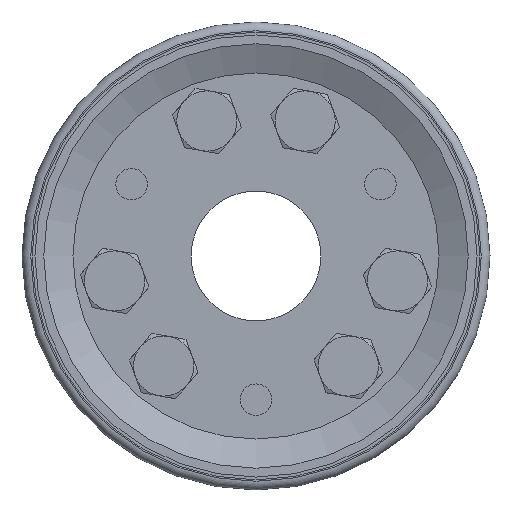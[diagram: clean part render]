
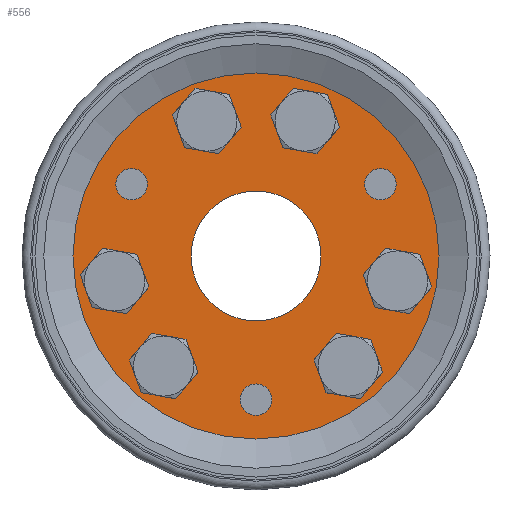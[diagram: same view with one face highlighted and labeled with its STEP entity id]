
A CAD part, left-side view. The second image highlights one B-rep face of the part: STEP entity #556.
In plain terms, the highlighted planar face has unit normal (-1, 0, 0).
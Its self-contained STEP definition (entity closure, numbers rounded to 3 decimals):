
#556 = ADVANCED_FACE( '', ( #1397, #1398, #1399, #1400, #1401, #1402, #1403, #1404, #1405, #1406, #1407 ), #1408, .T. );
#1397 = FACE_BOUND( '', #2636, .T. );
#1398 = FACE_BOUND( '', #2637, .T. );
#1399 = FACE_BOUND( '', #2638, .T. );
#1400 = FACE_OUTER_BOUND( '', #2639, .T. );
#1401 = FACE_BOUND( '', #2640, .T. );
#1402 = FACE_BOUND( '', #2641, .T. );
#1403 = FACE_BOUND( '', #2642, .T. );
#1404 = FACE_BOUND( '', #2643, .T. );
#1405 = FACE_BOUND( '', #2644, .T. );
#1406 = FACE_BOUND( '', #2645, .T. );
#1407 = FACE_BOUND( '', #2646, .T. );
#1408 = PLANE( '', #2647 );
#2636 = EDGE_LOOP( '', ( #4258 ) );
#2637 = EDGE_LOOP( '', ( #4259 ) );
#2638 = EDGE_LOOP( '', ( #4260 ) );
#2639 = EDGE_LOOP( '', ( #4261 ) );
#2640 = EDGE_LOOP( '', ( #4262 ) );
#2641 = EDGE_LOOP( '', ( #4263 ) );
#2642 = EDGE_LOOP( '', ( #4264 ) );
#2643 = EDGE_LOOP( '', ( #4265 ) );
#2644 = EDGE_LOOP( '', ( #4266 ) );
#2645 = EDGE_LOOP( '', ( #4267 ) );
#2646 = EDGE_LOOP( '', ( #4268 ) );
#2647 = AXIS2_PLACEMENT_3D( '', #4269, #4270, #4271 );
#4258 = ORIENTED_EDGE( '', *, *, #6430, .F. );
#4259 = ORIENTED_EDGE( '', *, *, #6431, .F. );
#4260 = ORIENTED_EDGE( '', *, *, #6432, .F. );
#4261 = ORIENTED_EDGE( '', *, *, #6433, .T. );
#4262 = ORIENTED_EDGE( '', *, *, #6434, .T. );
#4263 = ORIENTED_EDGE( '', *, *, #6435, .T. );
#4264 = ORIENTED_EDGE( '', *, *, #6401, .T. );
#4265 = ORIENTED_EDGE( '', *, *, #6436, .T. );
#4266 = ORIENTED_EDGE( '', *, *, #6437, .T. );
#4267 = ORIENTED_EDGE( '', *, *, #6438, .T. );
#4268 = ORIENTED_EDGE( '', *, *, #6439, .T. );
#4269 = CARTESIAN_POINT( '', ( -34., 3.933, 10.806 ) );
#4270 = DIRECTION( '', ( -1., 0., 0. ) );
#4271 = DIRECTION( '', ( 0., 0.342, 0.94 ) );
#6401 = EDGE_CURVE( '', #7554, #7554, #7555, .F. );
#6430 = EDGE_CURVE( '', #7601, #7601, #7602, .T. );
#6431 = EDGE_CURVE( '', #7603, #7603, #7604, .T. );
#6432 = EDGE_CURVE( '', #7605, #7605, #7606, .T. );
#6433 = EDGE_CURVE( '', #7607, #7607, #7608, .T. );
#6434 = EDGE_CURVE( '', #7609, #7609, #7610, .F. );
#6435 = EDGE_CURVE( '', #7611, #7611, #7612, .F. );
#6436 = EDGE_CURVE( '', #7613, #7613, #7614, .F. );
#6437 = EDGE_CURVE( '', #7615, #7615, #7616, .F. );
#6438 = EDGE_CURVE( '', #7617, #7617, #7618, .F. );
#6439 = EDGE_CURVE( '', #7619, #7619, #7620, .F. );
#7554 = VERTEX_POINT( '', #9220 );
#7555 = CIRCLE( '', #9221, 5.7 );
#7601 = VERTEX_POINT( '', #9295 );
#7602 = CIRCLE( '', #9296, 3.4 );
#7603 = VERTEX_POINT( '', #9297 );
#7604 = CIRCLE( '', #9298, 3.4 );
#7605 = VERTEX_POINT( '', #9299 );
#7606 = CIRCLE( '', #9300, 3.4 );
#7607 = VERTEX_POINT( '', #9301 );
#7608 = CIRCLE( '', #9302, 39.5 );
#7609 = VERTEX_POINT( '', #9303 );
#7610 = CIRCLE( '', #9304, 5.7 );
#7611 = VERTEX_POINT( '', #9305 );
#7612 = CIRCLE( '', #9306, 5.7 );
#7613 = VERTEX_POINT( '', #9307 );
#7614 = CIRCLE( '', #9308, 5.7 );
#7615 = VERTEX_POINT( '', #9309 );
#7616 = CIRCLE( '', #9310, 5.7 );
#7617 = VERTEX_POINT( '', #9311 );
#7618 = CIRCLE( '', #9312, 5.7 );
#7619 = VERTEX_POINT( '', #9313 );
#7620 = CIRCLE( '', #9314, 14. );
#9220 = CARTESIAN_POINT( '', ( -34., 19.926, -18.047 ) );
#9221 = AXIS2_PLACEMENT_3D( '', #10736, #10737, #10738 );
#9295 = CARTESIAN_POINT( '', ( -34., 28.01, 18.695 ) );
#9296 = AXIS2_PLACEMENT_3D( '', #10770, #10771, #10772 );
#9297 = CARTESIAN_POINT( '', ( -34., 1.163, -27.805 ) );
#9298 = AXIS2_PLACEMENT_3D( '', #10773, #10774, #10775 );
#9299 = CARTESIAN_POINT( '', ( -34., -25.684, 18.695 ) );
#9300 = AXIS2_PLACEMENT_3D( '', #10776, #10777, #10778 );
#9301 = CARTESIAN_POINT( '', ( -34., 13.51, 37.118 ) );
#9302 = AXIS2_PLACEMENT_3D( '', #10779, #10780, #10781 );
#9303 = CARTESIAN_POINT( '', ( -34., 10.603, 34.83 ) );
#9304 = AXIS2_PLACEMENT_3D( '', #10782, #10783, #10784 );
#9305 = CARTESIAN_POINT( '', ( -34., -10.603, 34.83 ) );
#9306 = AXIS2_PLACEMENT_3D( '', #10785, #10786, #10787 );
#9307 = CARTESIAN_POINT( '', ( -34., 30.529, 0.317 ) );
#9308 = AXIS2_PLACEMENT_3D( '', #10788, #10789, #10790 );
#9309 = CARTESIAN_POINT( '', ( -34., -30.529, 0.317 ) );
#9310 = AXIS2_PLACEMENT_3D( '', #10791, #10792, #10793 );
#9311 = CARTESIAN_POINT( '', ( -34., -19.926, -18.047 ) );
#9312 = AXIS2_PLACEMENT_3D( '', #10794, #10795, #10796 );
#9313 = CARTESIAN_POINT( '', ( -34., 0., 14. ) );
#9314 = AXIS2_PLACEMENT_3D( '', #10797, #10798, #10799 );
#10736 = CARTESIAN_POINT( '', ( -34., 19.926, -23.747 ) );
#10737 = DIRECTION( '', ( -1., 0., 0. ) );
#10738 = DIRECTION( '', ( 0., 0., 1. ) );
#10770 = CARTESIAN_POINT( '', ( -34., 26.847, 15.5 ) );
#10771 = DIRECTION( '', ( -1., 0., 0. ) );
#10772 = DIRECTION( '', ( 0., 0.342, 0.94 ) );
#10773 = CARTESIAN_POINT( '', ( -34., 0., -31. ) );
#10774 = DIRECTION( '', ( -1., 0., 0. ) );
#10775 = DIRECTION( '', ( 0., 0.342, 0.94 ) );
#10776 = CARTESIAN_POINT( '', ( -34., -26.847, 15.5 ) );
#10777 = DIRECTION( '', ( -1., 0., 0. ) );
#10778 = DIRECTION( '', ( 0., 0.342, 0.94 ) );
#10779 = CARTESIAN_POINT( '', ( -34., 0., 0. ) );
#10780 = DIRECTION( '', ( -1., 0., 0. ) );
#10781 = DIRECTION( '', ( 0., 0.342, 0.94 ) );
#10782 = CARTESIAN_POINT( '', ( -34., 10.603, 29.13 ) );
#10783 = DIRECTION( '', ( -1., 0., 0. ) );
#10784 = DIRECTION( '', ( 0., 0., 1. ) );
#10785 = CARTESIAN_POINT( '', ( -34., -10.603, 29.13 ) );
#10786 = DIRECTION( '', ( -1., 0., 0. ) );
#10787 = DIRECTION( '', ( 0., 0., 1. ) );
#10788 = CARTESIAN_POINT( '', ( -34., 30.529, -5.383 ) );
#10789 = DIRECTION( '', ( -1., 0., 0. ) );
#10790 = DIRECTION( '', ( 0., 0., 1. ) );
#10791 = CARTESIAN_POINT( '', ( -34., -30.529, -5.383 ) );
#10792 = DIRECTION( '', ( -1., 0., 0. ) );
#10793 = DIRECTION( '', ( 0., 0., 1. ) );
#10794 = CARTESIAN_POINT( '', ( -34., -19.926, -23.747 ) );
#10795 = DIRECTION( '', ( -1., 0., 0. ) );
#10796 = DIRECTION( '', ( 0., 0., 1. ) );
#10797 = CARTESIAN_POINT( '', ( -34., 0., 0. ) );
#10798 = DIRECTION( '', ( -1., 0., 0. ) );
#10799 = DIRECTION( '', ( 0., 0., 1. ) );
